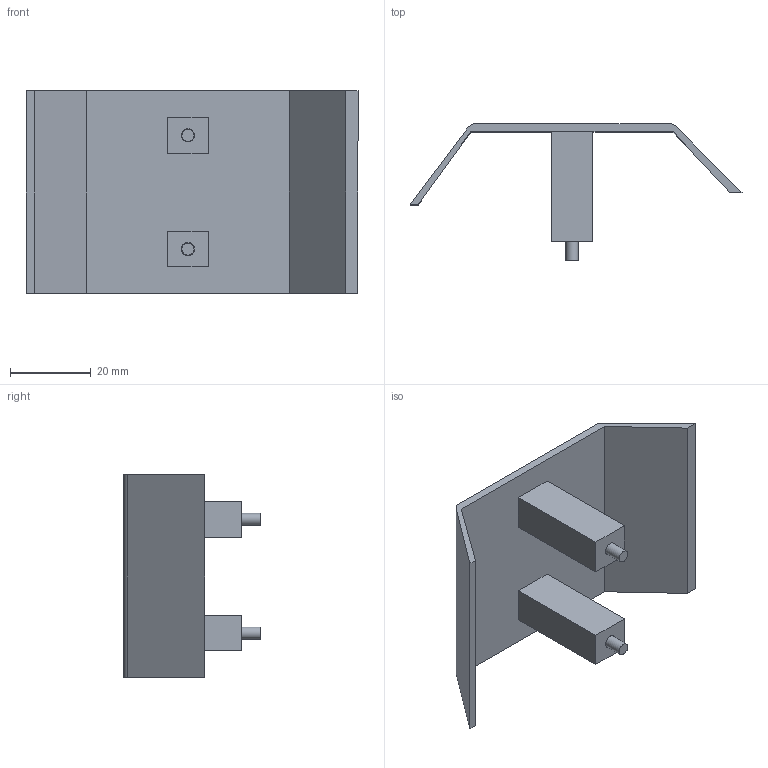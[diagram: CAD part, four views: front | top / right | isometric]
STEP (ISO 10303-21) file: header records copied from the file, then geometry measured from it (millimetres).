
FILE_DESCRIPTION(/* description */ (''),/* implementation_level */ '2;1');
FILE_NAME(/* name */ 'крыша.stp',/* time_stamp */ '2025-02-10T22:06:58+03:00',/* author */ ('Admin'),/* organization */ (''),/* preprocessor_version */ 'ST-DEVELOPER v18.1',/* originating_system */ 'Autodesk Inventor 2022',/* authorisation */ '');
FILE_SCHEMA (('AUTOMOTIVE_DESIGN { 1 0 10303 214 3 1 1 }'));
Length unit declared in the file: millimetre
Products named in the file (3): крыша; крыша1; Винт 2.M3-6gx30 ГОСТ 
17475-80
Assembly tree (3 placements, depth 2):
  крыша
    крыша1
    Винт 2.M3-6gx30 ГОСТ 
17475-80  x2
Bounding box: 82 x 33.65 x 50 mm (x, y, z)
Volume: 13464.5 mm3; surface area: 13496.4 mm2
Topology: 3 solids, 3 shells, 78 faces, 206 edges, 136 vertices
Faces by surface type: plane 40, cone 20, torus 10, cylinder 8
Full cylindrical faces by diameter (mm): 3 x2, 3.2 x2, 5.6 x2
Entity records: 1835 total; most frequent: CARTESIAN_POINT 407, ORIENTED_EDGE 270, DIRECTION 266, EDGE_CURVE 135, AXIS2_PLACEMENT_3D 93, VERTEX_POINT 90, LINE 80, VECTOR 80
